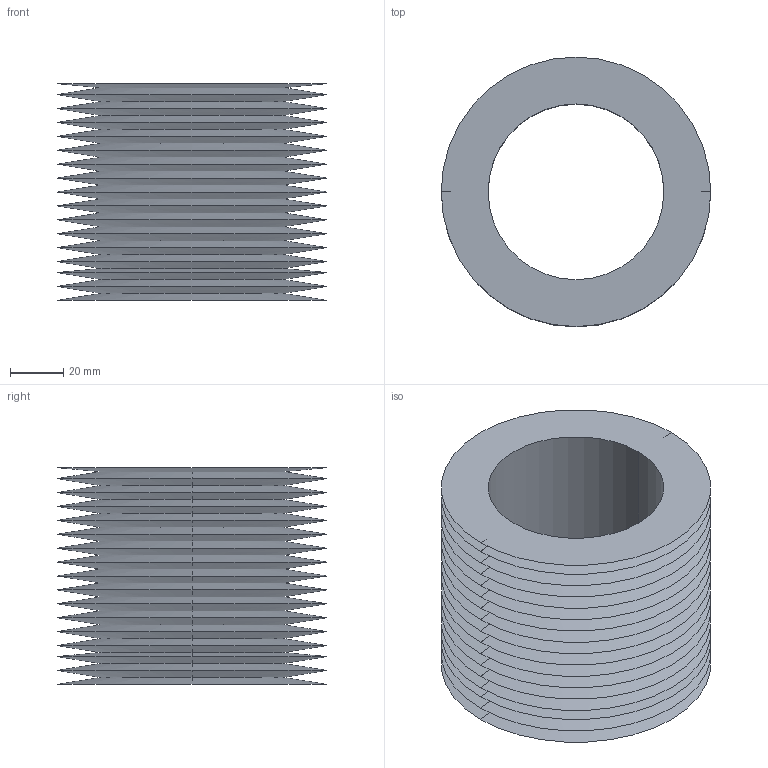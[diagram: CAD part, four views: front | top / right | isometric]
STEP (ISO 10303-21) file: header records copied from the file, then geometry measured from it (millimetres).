
FILE_DESCRIPTION(('produced by SPATIAL CORP'),'2;1');
FILE_NAME( 'bellow.prt.hh.sat.stp','2002-04-19T11:22:39+00:00',('SPATIAL CORP'),( 'SPATIAL CORP'),'ACIS STEP Husk','http://www.spatial.com', 'SPATIAL CORP');
FILE_SCHEMA(('CONFIG_CONTROL_DESIGN'));
Length unit declared in the file: millimetre
Products named in the file (1): PRODUCT_ID_1
Bounding box: 101.35 x 101.35 x 81.48 mm (x, y, z)
Volume: 187300.9 mm3; surface area: 168678.9 mm2
Topology: 1 solids, 1 shells, 68 faces, 136 edges, 70 vertices
Faces by surface type: cone 64, plane 2, cylinder 2
Entity records: 1803 total; most frequent: DIRECTION 342, CARTESIAN_POINT 274, ORIENTED_EDGE 272, AXIS2_PLACEMENT_3D 138, EDGE_CURVE 136, VERTEX_POINT 70, CIRCLE 70, EDGE_LOOP 70
